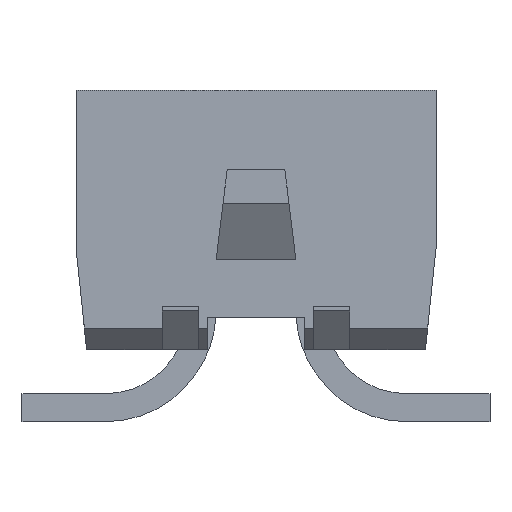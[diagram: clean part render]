
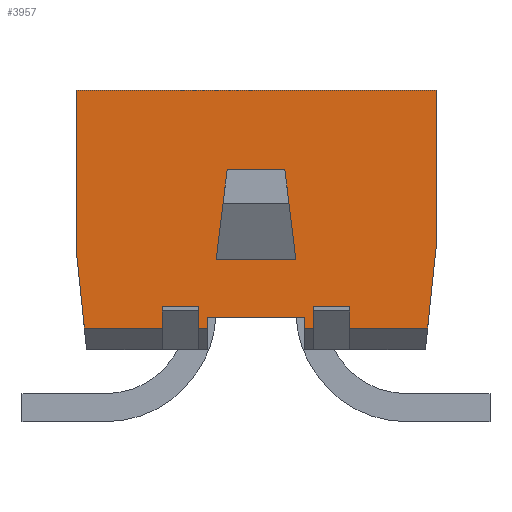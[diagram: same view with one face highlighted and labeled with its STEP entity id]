
A CAD part, front view. The second image highlights one B-rep face of the part: STEP entity #3957.
In plain terms, the highlighted planar face has unit normal (0, -1, 0).
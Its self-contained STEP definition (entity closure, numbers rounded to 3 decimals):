
#313=DIRECTION('',(0.,0.,-1.));
#314=VECTOR('',#313,0.3);
#315=CARTESIAN_POINT('',(-1.3,-7.39,1.6));
#316=LINE('',#315,#314);
#317=DIRECTION('',(-1.,0.,0.));
#318=VECTOR('',#317,1.084);
#319=CARTESIAN_POINT('',(-1.3,-7.39,1.3));
#320=LINE('',#319,#318);
#321=DIRECTION('',(-0.105,0.,0.995));
#322=VECTOR('',#321,1.106);
#323=CARTESIAN_POINT('',(-2.384,-7.39,1.3));
#324=LINE('',#323,#322);
#325=DIRECTION('',(0.,0.,1.));
#326=VECTOR('',#325,2.2);
#327=CARTESIAN_POINT('',(-2.5,-7.39,2.4));
#328=LINE('',#327,#326);
#329=DIRECTION('',(1.,0.,0.));
#330=VECTOR('',#329,5.);
#331=CARTESIAN_POINT('',(-2.5,-7.39,4.6));
#332=LINE('',#331,#330);
#333=DIRECTION('',(0.,0.,-1.));
#334=VECTOR('',#333,2.2);
#335=CARTESIAN_POINT('',(2.5,-7.39,4.6));
#336=LINE('',#335,#334);
#337=DIRECTION('',(-0.105,0.,-0.995));
#338=VECTOR('',#337,1.106);
#339=CARTESIAN_POINT('',(2.5,-7.39,2.4));
#340=LINE('',#339,#338);
#341=DIRECTION('',(-1.,0.,0.));
#342=VECTOR('',#341,1.084);
#343=CARTESIAN_POINT('',(2.384,-7.39,1.3));
#344=LINE('',#343,#342);
#345=DIRECTION('',(0.,0.,-1.));
#346=VECTOR('',#345,0.3);
#347=CARTESIAN_POINT('',(0.8,-7.39,1.6));
#348=LINE('',#347,#346);
#349=DIRECTION('',(-1.,0.,0.));
#350=VECTOR('',#349,0.125);
#351=CARTESIAN_POINT('',(0.8,-7.39,1.3));
#352=LINE('',#351,#350);
#353=DIRECTION('',(0.,0.,1.));
#354=VECTOR('',#353,0.15);
#355=CARTESIAN_POINT('',(0.675,-7.39,1.3));
#356=LINE('',#355,#354);
#357=DIRECTION('',(-1.,0.,0.));
#358=VECTOR('',#357,1.35);
#359=CARTESIAN_POINT('',(0.675,-7.39,1.45));
#360=LINE('',#359,#358);
#361=DIRECTION('',(0.,0.,-1.));
#362=VECTOR('',#361,0.15);
#363=CARTESIAN_POINT('',(-0.675,-7.39,1.45));
#364=LINE('',#363,#362);
#365=DIRECTION('',(-1.,0.,0.));
#366=VECTOR('',#365,0.125);
#367=CARTESIAN_POINT('',(-0.675,-7.39,1.3));
#368=LINE('',#367,#366);
#369=DIRECTION('',(-0.122,0.,0.993));
#370=VECTOR('',#369,1.259);
#371=CARTESIAN_POINT('',(0.553,-7.39,2.25));
#372=LINE('',#371,#370);
#373=DIRECTION('',(-0.122,0.,-0.993));
#374=VECTOR('',#373,1.259);
#375=CARTESIAN_POINT('',(-0.4,-7.39,3.5));
#376=LINE('',#375,#374);
#405=DIRECTION('',(0.,0.,-1.));
#406=VECTOR('',#405,0.3);
#407=CARTESIAN_POINT('',(-0.8,-7.39,1.6));
#408=LINE('',#407,#406);
#421=DIRECTION('',(1.,0.,0.));
#422=VECTOR('',#421,0.5);
#423=CARTESIAN_POINT('',(-1.3,-7.39,1.6));
#424=LINE('',#423,#422);
#1181=DIRECTION('',(0.,0.,-1.));
#1182=VECTOR('',#1181,0.3);
#1183=CARTESIAN_POINT('',(1.3,-7.39,1.6));
#1184=LINE('',#1183,#1182);
#1197=DIRECTION('',(1.,0.,0.));
#1198=VECTOR('',#1197,0.5);
#1199=CARTESIAN_POINT('',(0.8,-7.39,1.6));
#1200=LINE('',#1199,#1198);
#1221=DIRECTION('',(-1.,0.,0.));
#1222=VECTOR('',#1221,1.107);
#1223=CARTESIAN_POINT('',(0.553,-7.39,2.25));
#1224=LINE('',#1223,#1222);
#1233=DIRECTION('',(1.,0.,0.));
#1234=VECTOR('',#1233,0.8);
#1235=CARTESIAN_POINT('',(-0.4,-7.39,3.5));
#1236=LINE('',#1235,#1234);
#2637=CARTESIAN_POINT('',(0.8,-7.39,1.6));
#2638=CARTESIAN_POINT('',(1.3,-7.39,1.6));
#2639=VERTEX_POINT('',#2637);
#2640=VERTEX_POINT('',#2638);
#2645=CARTESIAN_POINT('',(-1.3,-7.39,1.6));
#2646=CARTESIAN_POINT('',(-0.8,-7.39,1.6));
#2647=VERTEX_POINT('',#2645);
#2648=VERTEX_POINT('',#2646);
#2733=CARTESIAN_POINT('',(-0.8,-7.39,1.3));
#2734=VERTEX_POINT('',#2733);
#2735=CARTESIAN_POINT('',(-1.3,-7.39,1.3));
#2736=VERTEX_POINT('',#2735);
#2737=CARTESIAN_POINT('',(-0.675,-7.39,1.3));
#2738=VERTEX_POINT('',#2737);
#2739=CARTESIAN_POINT('',(-2.384,-7.39,1.3));
#2740=VERTEX_POINT('',#2739);
#2741=CARTESIAN_POINT('',(1.3,-7.39,1.3));
#2742=VERTEX_POINT('',#2741);
#2743=CARTESIAN_POINT('',(2.384,-7.39,1.3));
#2744=VERTEX_POINT('',#2743);
#2745=CARTESIAN_POINT('',(0.8,-7.39,1.3));
#2746=VERTEX_POINT('',#2745);
#2747=CARTESIAN_POINT('',(0.675,-7.39,1.3));
#2748=VERTEX_POINT('',#2747);
#2749=CARTESIAN_POINT('',(-2.5,-7.39,2.4));
#2750=VERTEX_POINT('',#2749);
#2751=CARTESIAN_POINT('',(-2.5,-7.39,4.6));
#2752=VERTEX_POINT('',#2751);
#2753=CARTESIAN_POINT('',(2.5,-7.39,4.6));
#2754=VERTEX_POINT('',#2753);
#2755=CARTESIAN_POINT('',(2.5,-7.39,2.4));
#2756=VERTEX_POINT('',#2755);
#2757=CARTESIAN_POINT('',(0.675,-7.39,1.45));
#2758=VERTEX_POINT('',#2757);
#2759=CARTESIAN_POINT('',(-0.675,-7.39,1.45));
#2760=VERTEX_POINT('',#2759);
#2761=CARTESIAN_POINT('',(0.553,-7.39,2.25));
#2762=CARTESIAN_POINT('',(0.4,-7.39,3.5));
#2763=VERTEX_POINT('',#2761);
#2764=VERTEX_POINT('',#2762);
#2765=CARTESIAN_POINT('',(-0.4,-7.39,3.5));
#2766=VERTEX_POINT('',#2765);
#2767=CARTESIAN_POINT('',(-0.553,-7.39,2.25));
#2768=VERTEX_POINT('',#2767);
#3909=CARTESIAN_POINT('',(0.,-7.39,4.6));
#3910=DIRECTION('',(0.,-1.,0.));
#3911=DIRECTION('',(-1.,0.,0.));
#3912=AXIS2_PLACEMENT_3D('',#3909,#3910,#3911);
#3913=PLANE('',#3912);
#3915=ORIENTED_EDGE('',*,*,#3914,.T.);
#3917=ORIENTED_EDGE('',*,*,#3916,.T.);
#3919=ORIENTED_EDGE('',*,*,#3918,.T.);
#3921=ORIENTED_EDGE('',*,*,#3920,.T.);
#3923=ORIENTED_EDGE('',*,*,#3922,.T.);
#3925=ORIENTED_EDGE('',*,*,#3924,.T.);
#3926=ORIENTED_EDGE('',*,*,#3617,.T.);
#3928=ORIENTED_EDGE('',*,*,#3927,.T.);
#3930=ORIENTED_EDGE('',*,*,#3929,.F.);
#3932=ORIENTED_EDGE('',*,*,#3931,.F.);
#3933=ORIENTED_EDGE('',*,*,#3873,.T.);
#3934=ORIENTED_EDGE('',*,*,#3897,.T.);
#3935=ORIENTED_EDGE('',*,*,#3778,.T.);
#3936=ORIENTED_EDGE('',*,*,#3658,.T.);
#3938=ORIENTED_EDGE('',*,*,#3937,.T.);
#3940=ORIENTED_EDGE('',*,*,#3939,.T.);
#3942=ORIENTED_EDGE('',*,*,#3941,.F.);
#3944=ORIENTED_EDGE('',*,*,#3943,.F.);
#3945=EDGE_LOOP('',(#3915,#3917,#3919,#3921,#3923,#3925,#3926,#3928,#3930,#3932,
#3933,#3934,#3935,#3936,#3938,#3940,#3942,#3944));
#3946=FACE_OUTER_BOUND('',#3945,.F.);
#3948=ORIENTED_EDGE('',*,*,#3947,.T.);
#3950=ORIENTED_EDGE('',*,*,#3949,.F.);
#3952=ORIENTED_EDGE('',*,*,#3951,.T.);
#3954=ORIENTED_EDGE('',*,*,#3953,.F.);
#3955=EDGE_LOOP('',(#3948,#3950,#3952,#3954));
#3956=FACE_BOUND('',#3955,.F.);
#3957=ADVANCED_FACE('',(#3946,#3956),#3913,.T.);
#3617=EDGE_CURVE('',#2756,#2744,#340,.T.);
#3658=EDGE_CURVE('',#2758,#2760,#360,.T.);
#3778=EDGE_CURVE('',#2748,#2758,#356,.T.);
#3873=EDGE_CURVE('',#2639,#2746,#348,.T.);
#3897=EDGE_CURVE('',#2746,#2748,#352,.T.);
#3914=EDGE_CURVE('',#2647,#2736,#316,.T.);
#3916=EDGE_CURVE('',#2736,#2740,#320,.T.);
#3918=EDGE_CURVE('',#2740,#2750,#324,.T.);
#3920=EDGE_CURVE('',#2750,#2752,#328,.T.);
#3922=EDGE_CURVE('',#2752,#2754,#332,.T.);
#3924=EDGE_CURVE('',#2754,#2756,#336,.T.);
#3927=EDGE_CURVE('',#2744,#2742,#344,.T.);
#3929=EDGE_CURVE('',#2640,#2742,#1184,.T.);
#3931=EDGE_CURVE('',#2639,#2640,#1200,.T.);
#3937=EDGE_CURVE('',#2760,#2738,#364,.T.);
#3939=EDGE_CURVE('',#2738,#2734,#368,.T.);
#3941=EDGE_CURVE('',#2648,#2734,#408,.T.);
#3943=EDGE_CURVE('',#2647,#2648,#424,.T.);
#3947=EDGE_CURVE('',#2763,#2764,#372,.T.);
#3949=EDGE_CURVE('',#2766,#2764,#1236,.T.);
#3951=EDGE_CURVE('',#2766,#2768,#376,.T.);
#3953=EDGE_CURVE('',#2763,#2768,#1224,.T.);
